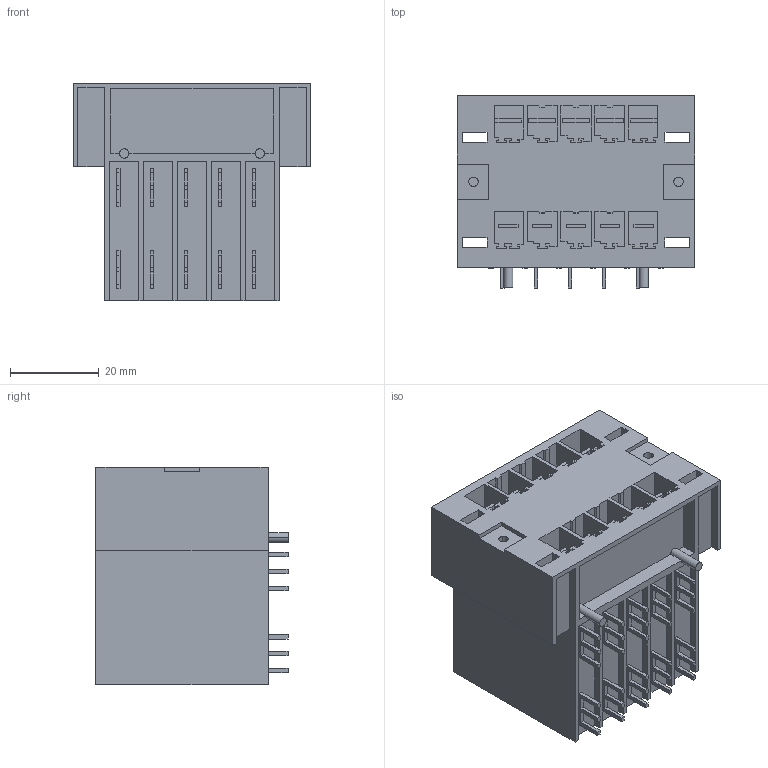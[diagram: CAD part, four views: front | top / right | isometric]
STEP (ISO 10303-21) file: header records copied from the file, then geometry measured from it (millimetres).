
FILE_DESCRIPTION(('CATIA V5 STEP Exchange','CAx-IF Rec.Pracs.--- Model Styling and Organization---1.2---2011-12-15'),'2;1');
FILE_NAME ('D1462040_0_2431510000_2431510000.stp','2017-11-04T09:16:14+00:00',('none'),('Weidmueller'),'CATIA Version 5-6 Release 2014','CATIA V5 STEP AP214','none');
FILE_SCHEMA(('AUTOMOTIVE_DESIGN { 1 0 10303 214 1 1 1 1 }'));
Length unit declared in the file: millimetre
Products named in the file (1): 2431510000
Bounding box: 53.5 x 43.2 x 48.9 mm (x, y, z)
Volume: 63320.1 mm3; surface area: 38136 mm2
Topology: 11 solids, 11 shells, 875 faces, 2500 edges, 1668 vertices
Faces by surface type: plane 859, cylinder 16
Entity records: 25470 total; most frequent: ORIENTED_EDGE 5000, CARTESIAN_POINT 4521, DIRECTION 3294, EDGE_CURVE 2466, VECTOR 2434, LINE 2434, VERTEX_POINT 1640, EDGE_LOOP 924
